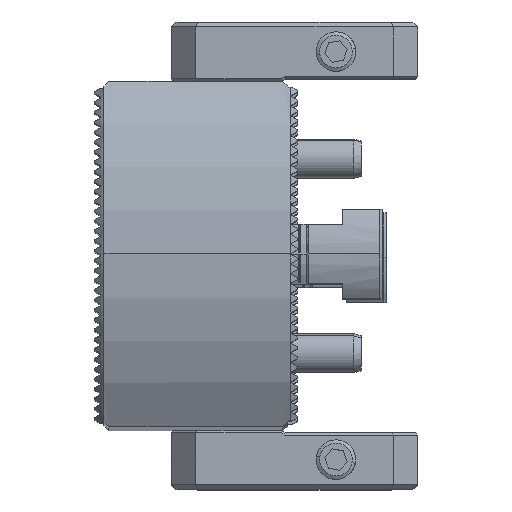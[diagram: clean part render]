
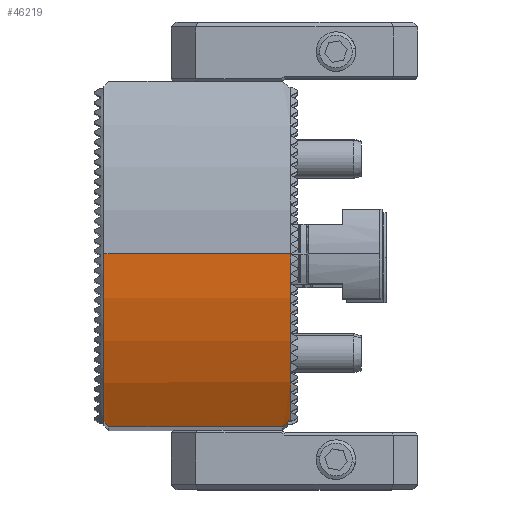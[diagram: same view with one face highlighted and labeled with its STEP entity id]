
A CAD part, top view. The second image highlights one B-rep face of the part: STEP entity #46219.
In plain terms, the highlighted cylindrical face has radius 65 mm (diameter 130 mm), a partial arc.
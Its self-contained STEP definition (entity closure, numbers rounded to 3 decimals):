
#33 = CARTESIAN_POINT ( 'NONE',  ( -18.58, 0., 175. ) ) ;
#1871 = CARTESIAN_POINT ( 'NONE',  ( -17.6, -35., 229.772 ) ) ;
#2497 = VERTEX_POINT ( 'NONE', #20319 ) ;
#2624 = CARTESIAN_POINT ( 'NONE',  ( 20.8, -35., 229.772 ) ) ;
#3510 = FACE_OUTER_BOUND ( 'NONE', #35526, .T. ) ;
#4162 = CARTESIAN_POINT ( 'NONE',  ( 20.8, 0., 175. ) ) ;
#4348 = DIRECTION ( 'NONE',  ( 0., 0., 1. ) ) ;
#4796 = ORIENTED_EDGE ( 'NONE', *, *, #29168, .T. ) ;
#7163 = DIRECTION ( 'NONE',  ( -1., 0., 0. ) ) ;
#7420 = VERTEX_POINT ( 'NONE', #20030 ) ;
#7833 = CARTESIAN_POINT ( 'NONE',  ( -18.58, 0., 240. ) ) ;
#8215 = CARTESIAN_POINT ( 'NONE',  ( 18.397, -34.203, 230.276 ) ) ;
#10137 = AXIS2_PLACEMENT_3D ( 'NONE', #33, #29842, #4348 ) ;
#11271 = CARTESIAN_POINT ( 'NONE',  ( 19.2, 0., 175. ) ) ;
#13333 = CARTESIAN_POINT ( 'NONE',  ( -18.252, -34.348, 230.185 ) ) ;
#13762 = LINE ( 'NONE', #2624, #25094 ) ;
#13983 = VERTEX_POINT ( 'NONE', #7833 ) ;
#14372 = ORIENTED_EDGE ( 'NONE', *, *, #28895, .T. ) ;
#15525 = CARTESIAN_POINT ( 'NONE',  ( 20.8, 0., 240. ) ) ;
#15538 = DIRECTION ( 'NONE',  ( 0., 0., -1. ) ) ;
#16125 = EDGE_CURVE ( 'NONE', #31023, #24835, #13762, .T. ) ;
#16339 = CIRCLE ( 'NONE', #44922, 65. ) ;
#16617 = VECTOR ( 'NONE', #47548, 1000. ) ;
#16814 = DIRECTION ( 'NONE',  ( 0., 0., 1. ) ) ;
#17006 = ORIENTED_EDGE ( 'NONE', *, *, #55268, .F. ) ;
#17219 = AXIS2_PLACEMENT_3D ( 'NONE', #4162, #55175, #16814 ) ;
#17948 = LINE ( 'NONE', #30627, #16617 ) ;
#18279 = ORIENTED_EDGE ( 'NONE', *, *, #40788, .T. ) ;
#18793 = CARTESIAN_POINT ( 'NONE',  ( -18.58, -34.02, 230.386 ) ) ;
#20030 = CARTESIAN_POINT ( 'NONE',  ( 19.2, -33.8, 230.521 ) ) ;
#20319 = CARTESIAN_POINT ( 'NONE',  ( 18.8, -33.8, 230.521 ) ) ;
#20741 = CIRCLE ( 'NONE', #10137, 65. ) ;
#22695 =( BOUNDED_CURVE ( )  B_SPLINE_CURVE ( 3, ( #54932, #50660, #8215, #37985 ),
 .UNSPECIFIED., .F., .F. ) 
 B_SPLINE_CURVE_WITH_KNOTS ( ( 4, 4 ),
 ( 1.002, 1.024 ),
 .UNSPECIFIED. ) 
 CURVE ( )  GEOMETRIC_REPRESENTATION_ITEM ( )  RATIONAL_B_SPLINE_CURVE ( ( 1., 1., 1., 1. ) ) 
 REPRESENTATION_ITEM ( '' )  );
#24630 = VECTOR ( 'NONE', #7163, 1000. ) ;
#24835 = VERTEX_POINT ( 'NONE', #1871 ) ;
#25094 = VECTOR ( 'NONE', #40965, 1000. ) ;
#27229 =( BOUNDED_CURVE ( )  B_SPLINE_CURVE ( 3, ( #34526, #38793, #13333, #43089 ),
 .UNSPECIFIED., .F., .T. ) 
 B_SPLINE_CURVE_WITH_KNOTS ( ( 4, 4 ),
 ( 4.144, 4.162 ),
 .UNSPECIFIED. ) 
 CURVE ( )  GEOMETRIC_REPRESENTATION_ITEM ( )  RATIONAL_B_SPLINE_CURVE ( ( 1., 1., 1., 1. ) ) 
 REPRESENTATION_ITEM ( '' )  );
#28895 = EDGE_CURVE ( 'NONE', #51028, #13983, #37259, .T. ) ;
#29168 = EDGE_CURVE ( 'NONE', #2497, #7420, #17948, .T. ) ;
#29831 = VERTEX_POINT ( 'NONE', #18793 ) ;
#29842 = DIRECTION ( 'NONE',  ( -1., 0., 0. ) ) ;
#30627 = CARTESIAN_POINT ( 'NONE',  ( 20.8, -33.8, 230.521 ) ) ;
#30640 = ORIENTED_EDGE ( 'NONE', *, *, #47883, .F. ) ;
#31023 = VERTEX_POINT ( 'NONE', #51796 ) ;
#34526 = CARTESIAN_POINT ( 'NONE',  ( -17.6, -35., 229.772 ) ) ;
#35526 = EDGE_LOOP ( 'NONE', ( #50099, #14372, #30640, #17006, #48512, #18279, #4796 ) ) ;
#37259 = LINE ( 'NONE', #15525, #24630 ) ;
#37985 = CARTESIAN_POINT ( 'NONE',  ( 18.8, -33.8, 230.521 ) ) ;
#38793 = CARTESIAN_POINT ( 'NONE',  ( -17.925, -34.675, 229.98 ) ) ;
#40788 = EDGE_CURVE ( 'NONE', #31023, #2497, #22695, .T. ) ;
#40965 = DIRECTION ( 'NONE',  ( -1., 0., 0. ) ) ;
#41024 = DIRECTION ( 'NONE',  ( -1., 0., 0. ) ) ;
#42585 = EDGE_CURVE ( 'NONE', #7420, #51028, #16339, .T. ) ;
#43089 = CARTESIAN_POINT ( 'NONE',  ( -18.58, -34.02, 230.386 ) ) ;
#44922 = AXIS2_PLACEMENT_3D ( 'NONE', #11271, #41024, #15538 ) ;
#46219 = ADVANCED_FACE ( 'NONE', ( #3510 ), #53434, .T. ) ;
#47548 = DIRECTION ( 'NONE',  ( 1., 0., 0. ) ) ;
#47883 = EDGE_CURVE ( 'NONE', #29831, #13983, #20741, .T. ) ;
#48512 = ORIENTED_EDGE ( 'NONE', *, *, #16125, .F. ) ;
#49562 = CARTESIAN_POINT ( 'NONE',  ( 19.2, 0., 240. ) ) ;
#50099 = ORIENTED_EDGE ( 'NONE', *, *, #42585, .T. ) ;
#50660 = CARTESIAN_POINT ( 'NONE',  ( 17.997, -34.603, 230.026 ) ) ;
#51028 = VERTEX_POINT ( 'NONE', #49562 ) ;
#51796 = CARTESIAN_POINT ( 'NONE',  ( 17.6, -35., 229.772 ) ) ;
#53434 = CYLINDRICAL_SURFACE ( 'NONE', #17219, 65. ) ;
#54932 = CARTESIAN_POINT ( 'NONE',  ( 17.6, -35., 229.772 ) ) ;
#55175 = DIRECTION ( 'NONE',  ( -1., 0., 0. ) ) ;
#55268 = EDGE_CURVE ( 'NONE', #24835, #29831, #27229, .T. ) ;
